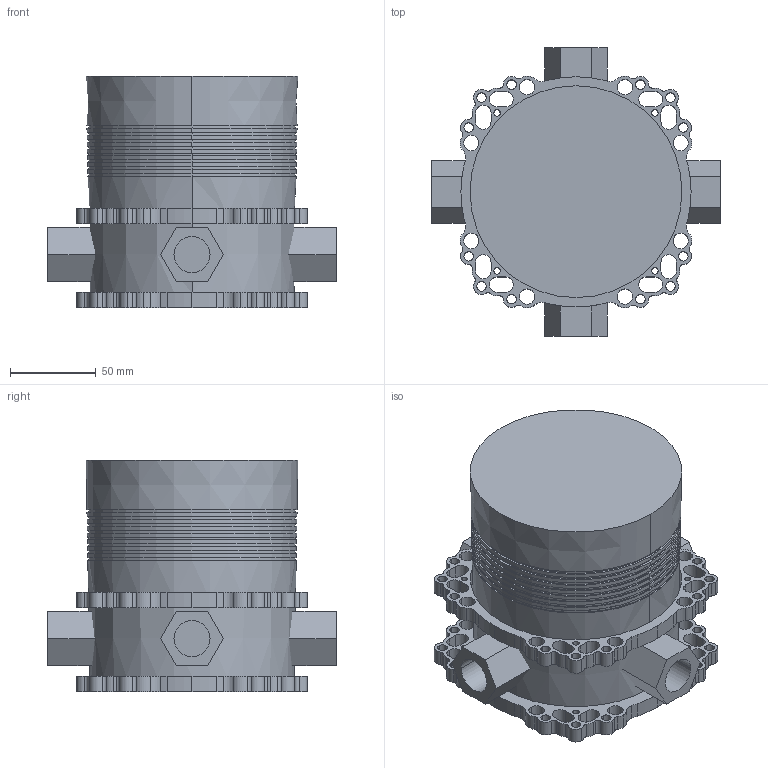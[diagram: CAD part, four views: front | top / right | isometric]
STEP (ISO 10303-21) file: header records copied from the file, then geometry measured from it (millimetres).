
FILE_DESCRIPTION (( 'STEP AP203' ), '1' );
FILE_NAME ('2080(2016)+80000000.STEP', '2018-02-02T07:11:36', ( '' ), ( '' ), 'SwSTEP 2.0', 'SolidWorks 2016', '' );
FILE_SCHEMA (( 'CONFIG_CONTROL_DESIGN' ));
Length unit declared in the file: millimetre
Products named in the file (1): 2080(2016)+80000000
Bounding box: 168 x 168 x 135 mm (x, y, z)
Volume: 1992084.5 mm3; surface area: 188823.6 mm2
Topology: 4 solids, 4 shells, 479 faces, 1350 edges, 900 vertices
Faces by surface type: cylinder 350, plane 109, cone 20
Entity records: 16223 total; most frequent: DIRECTION 3042, CARTESIAN_POINT 2778, ORIENTED_EDGE 2700, EDGE_CURVE 1350, AXIS2_PLACEMENT_3D 1228, VERTEX_POINT 900, CIRCLE 748, EDGE_LOOP 630
